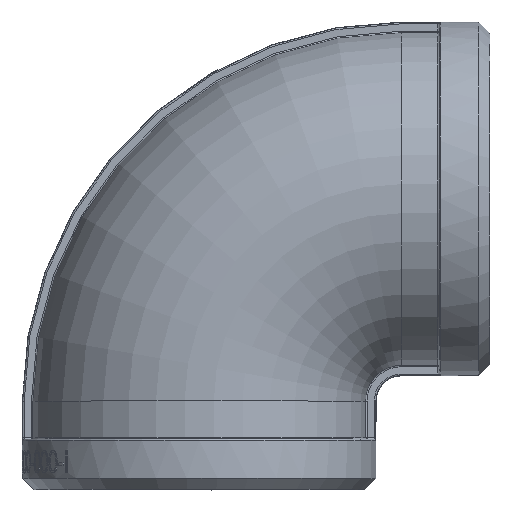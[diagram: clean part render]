
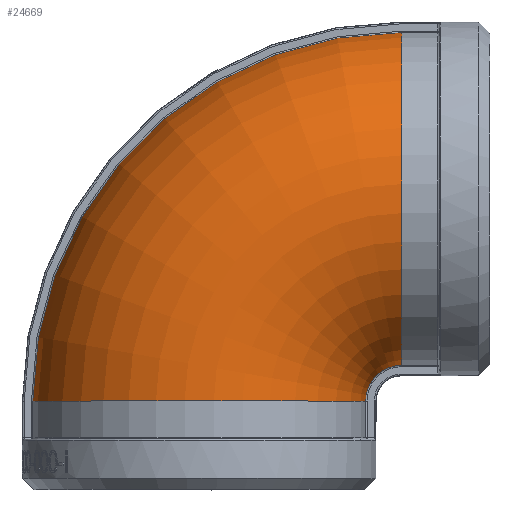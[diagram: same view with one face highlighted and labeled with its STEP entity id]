
A CAD part, top view. The second image highlights one B-rep face of the part: STEP entity #24669.
In plain terms, the highlighted toroidal (fillet/blend) face has major radius 40 mm and minor radius 33 mm.
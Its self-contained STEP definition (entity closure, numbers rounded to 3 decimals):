
#1818 = EDGE_CURVE ( 'NONE', #28650, #28545, #26063, .T. ) ;
#1829 = EDGE_CURVE ( 'NONE', #28584, #28594, #26072, .T. ) ;
#1900 = EDGE_CURVE ( 'NONE', #28584, #28545, #26197, .T. ) ;
#17006 = FACE_OUTER_BOUND ( 'NONE', #25429, .T. ) ;
#17169 = CARTESIAN_POINT ( 'NONE',  ( 40., -40., 0. ) ) ;
#17170 = DIRECTION ( 'NONE',  ( 0., 0., -1. ) ) ;
#17204 = DIRECTION ( 'NONE',  ( 0., 1., 0. ) ) ;
#18449 = CARTESIAN_POINT ( 'NONE',  ( 40., 0., 0. ) ) ;
#18464 = DIRECTION ( 'NONE',  ( 0., 0.997, 0.076 ) ) ;
#18487 = DIRECTION ( 'NONE',  ( 1., 0., 0. ) ) ;
#23893 = CARTESIAN_POINT ( 'NONE',  ( 40., -40., 2.775 ) ) ;
#23894 = DIRECTION ( 'NONE',  ( 0., 0., 1. ) ) ;
#23909 = DIRECTION ( 'NONE',  ( -0.707, 0.707, 0. ) ) ;
#23938 = DIRECTION ( 'NONE',  ( -0.707, 0.707, 0. ) ) ;
#23942 = CARTESIAN_POINT ( 'NONE',  ( 40., -40., 2.775 ) ) ;
#23970 = DIRECTION ( 'NONE',  ( 0., 0., -1. ) ) ;
#24160 = EDGE_CURVE ( 'NONE', #28594, #28650, #26454, .T. ) ;
#24523 = DIRECTION ( 'NONE',  ( -0.997, 0., 0.076 ) ) ;
#24540 = DIRECTION ( 'NONE',  ( 0., 1., 0. ) ) ;
#24574 = CARTESIAN_POINT ( 'NONE',  ( 0., -40., 0. ) ) ;
#24669 = ADVANCED_FACE ( 'NONE', ( #17006 ), #27324, .T. ) ;
#25429 = EDGE_LOOP ( 'NONE', ( #27926, #27927, #27916, #27951 ) ) ;
#26049 = AXIS2_PLACEMENT_3D ( 'NONE', #23942, #23970, #23938 ) ;
#26063 = CIRCLE ( 'NONE', #26096, 7.117 ) ;
#26072 = CIRCLE ( 'NONE', #26049, 72.883 ) ;
#26096 = AXIS2_PLACEMENT_3D ( 'NONE', #23893, #23894, #23909 ) ;
#26179 = AXIS2_PLACEMENT_3D ( 'NONE', #24574, #24540, #24523 ) ;
#26197 = CIRCLE ( 'NONE', #26179, 33. ) ;
#26454 = CIRCLE ( 'NONE', #26477, 33. ) ;
#26477 = AXIS2_PLACEMENT_3D ( 'NONE', #18449, #18487, #18464 ) ;
#27324 = TOROIDAL_SURFACE ( 'NONE', #27346, 40., 33. ) ;
#27346 = AXIS2_PLACEMENT_3D ( 'NONE', #17169, #17170, #17204 ) ;
#27916 = ORIENTED_EDGE ( 'NONE', *, *, #1818, .F. ) ;
#27926 = ORIENTED_EDGE ( 'NONE', *, *, #1829, .F. ) ;
#27927 = ORIENTED_EDGE ( 'NONE', *, *, #1900, .T. ) ;
#27951 = ORIENTED_EDGE ( 'NONE', *, *, #24160, .F. ) ;
#28545 = VERTEX_POINT ( 'NONE', #30107 ) ;
#28584 = VERTEX_POINT ( 'NONE', #30154 ) ;
#28594 = VERTEX_POINT ( 'NONE', #30213 ) ;
#28650 = VERTEX_POINT ( 'NONE', #30240 ) ;
#30107 = CARTESIAN_POINT ( 'NONE',  ( 32.883, -40., 2.775 ) ) ;
#30154 = CARTESIAN_POINT ( 'NONE',  ( -32.883, -40., 2.775 ) ) ;
#30213 = CARTESIAN_POINT ( 'NONE',  ( 40., 32.883, 2.775 ) ) ;
#30240 = CARTESIAN_POINT ( 'NONE',  ( 40., -32.883, 2.775 ) ) ;
